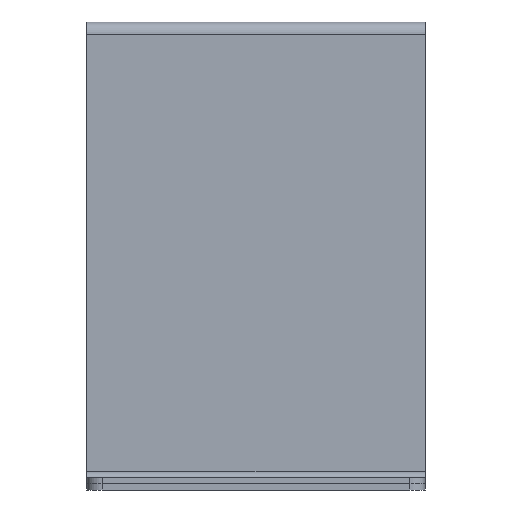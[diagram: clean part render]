
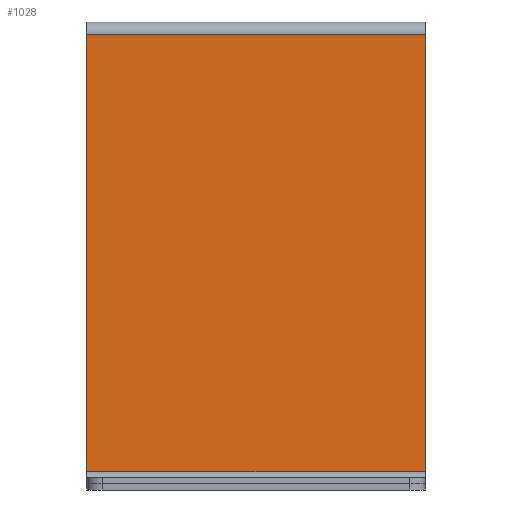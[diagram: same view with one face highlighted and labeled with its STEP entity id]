
A CAD part, left-side view. The second image highlights one B-rep face of the part: STEP entity #1028.
In plain terms, the highlighted planar face has unit normal (-1, 0, 0).
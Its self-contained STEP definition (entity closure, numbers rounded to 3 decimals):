
#72 = DIRECTION ( 'NONE',  ( 0., 0., 1. ) ) ;
#96 = CARTESIAN_POINT ( 'NONE',  ( -77.5, 55., -4. ) ) ;
#129 = ORIENTED_EDGE ( 'NONE', *, *, #1046, .T. ) ;
#185 = FACE_OUTER_BOUND ( 'NONE', #581, .T. ) ;
#360 = VERTEX_POINT ( 'NONE', #96 ) ;
#469 = AXIS2_PLACEMENT_3D ( 'NONE', #2432, #2455, #72 ) ;
#581 = EDGE_LOOP ( 'NONE', ( #2170, #2568, #2428, #129 ) ) ;
#682 = EDGE_CURVE ( 'NONE', #1797, #2104, #1481, .T. ) ;
#839 = PLANE ( 'NONE',  #469 ) ;
#878 = DIRECTION ( 'NONE',  ( 0., 0., -1. ) ) ;
#924 = VERTEX_POINT ( 'NONE', #2188 ) ;
#1028 = ADVANCED_FACE ( 'NONE', ( #185 ), #839, .T. ) ;
#1036 = DIRECTION ( 'NONE',  ( 0., 1., 0. ) ) ;
#1046 = EDGE_CURVE ( 'NONE', #924, #360, #2231, .T. ) ;
#1139 = VECTOR ( 'NONE', #1662, 1000. ) ;
#1231 = EDGE_CURVE ( 'NONE', #924, #1797, #2542, .T. ) ;
#1397 = CARTESIAN_POINT ( 'NONE',  ( -77.5, 55., -146. ) ) ;
#1481 = LINE ( 'NONE', #2204, #1538 ) ;
#1538 = VECTOR ( 'NONE', #1036, 1000. ) ;
#1579 = VECTOR ( 'NONE', #878, 1000. ) ;
#1628 = CARTESIAN_POINT ( 'NONE',  ( -77.5, 55., -2. ) ) ;
#1630 = CARTESIAN_POINT ( 'NONE',  ( -77.5, 0., -4. ) ) ;
#1662 = DIRECTION ( 'NONE',  ( 0., 0., 1. ) ) ;
#1797 = VERTEX_POINT ( 'NONE', #2242 ) ;
#1914 = VECTOR ( 'NONE', #2438, 1000. ) ;
#1993 = LINE ( 'NONE', #1628, #1139 ) ;
#2072 = CARTESIAN_POINT ( 'NONE',  ( -77.5, -55., -150. ) ) ;
#2104 = VERTEX_POINT ( 'NONE', #1397 ) ;
#2170 = ORIENTED_EDGE ( 'NONE', *, *, #2291, .F. ) ;
#2188 = CARTESIAN_POINT ( 'NONE',  ( -77.5, -55., -4. ) ) ;
#2204 = CARTESIAN_POINT ( 'NONE',  ( -77.5, -55., -146. ) ) ;
#2231 = LINE ( 'NONE', #1630, #1914 ) ;
#2242 = CARTESIAN_POINT ( 'NONE',  ( -77.5, -55., -146. ) ) ;
#2291 = EDGE_CURVE ( 'NONE', #2104, #360, #1993, .T. ) ;
#2428 = ORIENTED_EDGE ( 'NONE', *, *, #1231, .F. ) ;
#2432 = CARTESIAN_POINT ( 'NONE',  ( -77.5, 0., 0. ) ) ;
#2438 = DIRECTION ( 'NONE',  ( 0., 1., 0. ) ) ;
#2455 = DIRECTION ( 'NONE',  ( -1., 0., 0. ) ) ;
#2542 = LINE ( 'NONE', #2072, #1579 ) ;
#2568 = ORIENTED_EDGE ( 'NONE', *, *, #682, .F. ) ;
